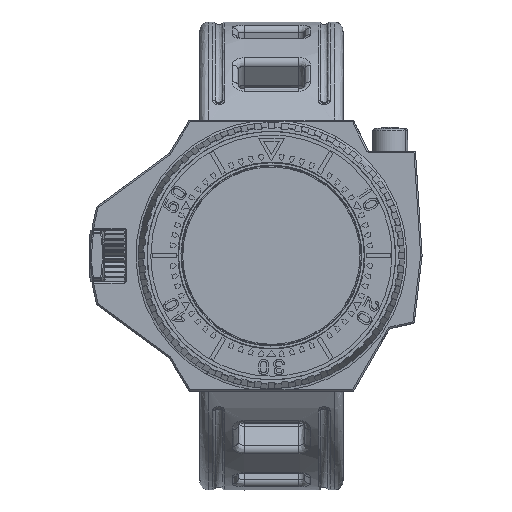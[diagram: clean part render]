
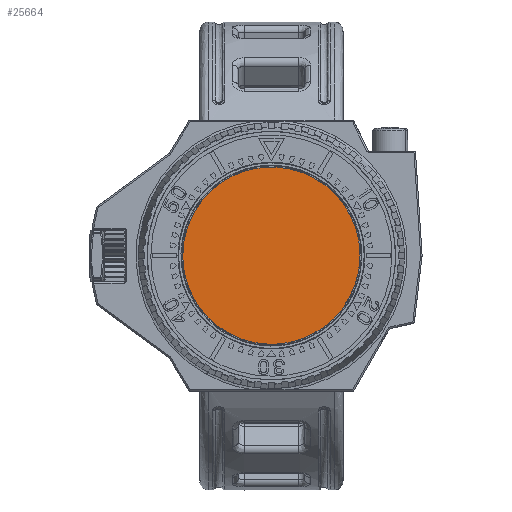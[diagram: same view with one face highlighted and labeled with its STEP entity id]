
A CAD part, top view. The second image highlights one B-rep face of the part: STEP entity #25664.
In plain terms, the highlighted free-form (B-spline) face has degree [1, 1] with [2, 2] control points.
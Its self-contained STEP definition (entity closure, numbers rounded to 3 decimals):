
#25601 = VERTEX_POINT('',#25602);
#25602 = CARTESIAN_POINT('',(-16.707,0.,-1.137));
#25607 = EDGE_CURVE('',#25601,#25608,#25610,.T.);
#25608 = VERTEX_POINT('',#25609);
#25609 = CARTESIAN_POINT('',(16.707,0.,-1.137));
#25610 = ( BOUNDED_CURVE() B_SPLINE_CURVE(2,(#25611,#25612,#25613,#25614
,#25615),.UNSPECIFIED.,.F.,.F.) B_SPLINE_CURVE_WITH_KNOTS((3,2,3),(0.,
23.091,46.181),.PIECEWISE_BEZIER_KNOTS.) CURVE() 
GEOMETRIC_REPRESENTATION_ITEM() RATIONAL_B_SPLINE_CURVE((1.,
0.707,1.,0.707,1.)) REPRESENTATION_ITEM('') );
#25611 = CARTESIAN_POINT('',(-16.707,0.,-1.137));
#25612 = CARTESIAN_POINT('',(-16.707,16.707,
    -1.137));
#25613 = CARTESIAN_POINT('',(0.,16.707,
    -1.137));
#25614 = CARTESIAN_POINT('',(16.707,16.707,
    -1.137));
#25615 = CARTESIAN_POINT('',(16.707,0.,-1.137));
#25645 = EDGE_CURVE('',#25608,#25601,#25646,.T.);
#25646 = ( BOUNDED_CURVE() B_SPLINE_CURVE(2,(#25647,#25648,#25649,#25650
,#25651),.UNSPECIFIED.,.F.,.F.) B_SPLINE_CURVE_WITH_KNOTS((3,2,3),(0.,
23.091,46.181),.PIECEWISE_BEZIER_KNOTS.) CURVE() 
GEOMETRIC_REPRESENTATION_ITEM() RATIONAL_B_SPLINE_CURVE((1.,
0.707,1.,0.707,1.)) REPRESENTATION_ITEM('') );
#25647 = CARTESIAN_POINT('',(16.707,0.,-1.137));
#25648 = CARTESIAN_POINT('',(16.707,-16.707,
    -1.137));
#25649 = CARTESIAN_POINT('',(0.,-16.707,
    -1.137));
#25650 = CARTESIAN_POINT('',(-16.707,-16.707,
    -1.137));
#25651 = CARTESIAN_POINT('',(-16.707,0.,-1.137));
#25664 = ADVANCED_FACE('',(#25665),#25669,.T.);
#25665 = FACE_BOUND('',#25666,.T.);
#25666 = EDGE_LOOP('',(#25667,#25668));
#25667 = ORIENTED_EDGE('',*,*,#25607,.F.);
#25668 = ORIENTED_EDGE('',*,*,#25645,.F.);
#25669 = B_SPLINE_SURFACE_WITH_KNOTS('',1,1,(
    (#25670,#25671)
    ,(#25672,#25673
    )),.UNSPECIFIED.,.F.,.F.,.F.,(2,2),(2,2),(3.,32.4),(3.,32.4),
  .PIECEWISE_BEZIER_KNOTS.);
#25670 = CARTESIAN_POINT('',(-16.707,-16.707,
    -1.137));
#25671 = CARTESIAN_POINT('',(-16.707,16.707,
    -1.137));
#25672 = CARTESIAN_POINT('',(16.707,-16.707,
    -1.137));
#25673 = CARTESIAN_POINT('',(16.707,16.707,
    -1.137));
